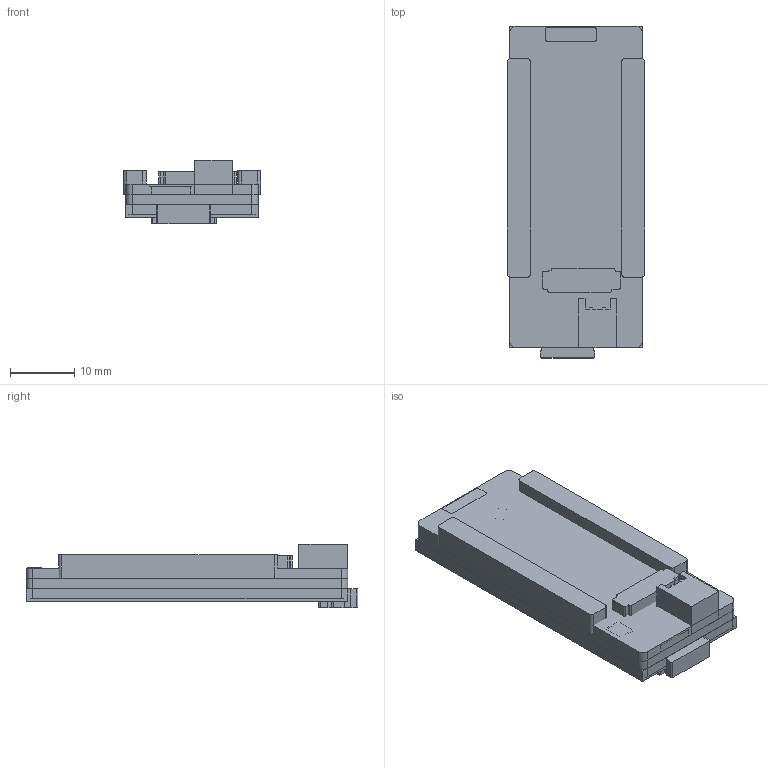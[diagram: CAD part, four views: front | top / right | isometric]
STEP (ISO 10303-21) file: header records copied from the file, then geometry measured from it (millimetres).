
FILE_DESCRIPTION(/* description */ (''),/* implementation_level */ '2;1');
FILE_NAME(/* name */ 'SPD-007SB_001.stp',/* time_stamp */ '2019-09-03T20:06:20+09:00',/* author */ (''),/* organization */ (''),/* preprocessor_version */ 'ST-DEVELOPER v16.7',/* originating_system */ 'SIEMENS PLM Software NX 12.0',/* authorisation */ '');
FILE_SCHEMA (('AUTOMOTIVE_DESIGN { 1 0 10303 214 3 1 1 1 }'));
Length unit declared in the file: millimetre
Products named in the file (60): 180225121-std_001; 180210511-std_001; 184102311-std_001; 184107811-std_001; 184361711-pstd_001; 184288111-std_001; 182273321-std_001; 156471811-std_001; 124069591-std_001; 124067991-std_001; 125724811-std_001; 124070791-std_001; 124072291-std_001; 124071491-std_001; 124071091-std_001; 655296201-std_001; 655270001-std_001; 124070991-std_001; 124069991-std_001; 124071891-std_001; 124831111-std_001; 125072911-std_001; 124072691-std_001; 124067691-std_001; 169453591-std_001; 121899081-std_001; 124070391-std_001; 672166001-std_001; 672291901-std_001; 672260201-std_001; 140011921-std_001; 140011721-std_001; 124620211-std_001; 148188711-std_001; 140012521-std_001; 148188911-std_001; 148189411-std_001; 148278211-std_001; 148184421-std_001; 179858311-std_001 ...
Assembly tree (176 placements, depth 2):
  SPD-007SB_001
    111802811-std_001  x7
    112094111-std_001  x31
    111817311-std_001  x13
    111877711-std_001  x5
    112049111-std_001  x8
    148275521-std_001
    112097911-std_001  x2
    111839511-std_001  x4
    111816811-std_001  x12
    181495811-std_001
    111874311-std_001
    111220091-std_001  x2
    111875311-std_001
    111840311-std_001
    111878111-std_001
    650425601-std_001
    650400201-std_001
    650232501-pstd_001  x4
    179858621-std_001
    179858311-std_001
    148184421-std_001  x5
    148278211-std_001  x2
    148189411-std_001
    148188911-std_001
    140012521-std_001
    148188711-std_001
    124620211-std_001
    140011721-std_001
    140011921-std_001
    672260201-std_001
    672291901-std_001
    672166001-std_001
    124070391-std_001  x8
    121899081-std_001  x7
    169453591-std_001  x9
    124067691-std_001  x2
    124072691-std_001
    125072911-std_001  x4
    124831111-std_001
    124071891-std_001  x3
    124069991-std_001  x2
    124070991-std_001
    655270001-std_001
    655296201-std_001  x4
    124071091-std_001
    124071491-std_001
    124072291-std_001  x3
    124070791-std_001
    125724811-std_001
    124067991-std_001
    124069591-std_001
    156471811-std_001
    182273321-std_001
    184288111-std_001
    184361711-pstd_001
    184107811-std_001
    184102311-std_001
    180210511-std_001  x2
    180225121-std_001
Bounding box: 21.32 x 51.6 x 9.85 mm (x, y, z)
Volume: 9136 mm3; surface area: 15695.4 mm2
Topology: 664 solids, 670 shells, 6435 faces, 15284 edges, 10194 vertices
Faces by surface type: plane 4585, cylinder 1850
Full cylindrical faces by diameter (mm): 2 x4
Entity records: 62913 total; most frequent: CARTESIAN_POINT 10026, DIRECTION 9978, ORIENTED_EDGE 9402, EDGE_CURVE 4708, LINE 3706, VECTOR 3706, VERTEX_POINT 3146, AXIS2_PLACEMENT_3D 3136
